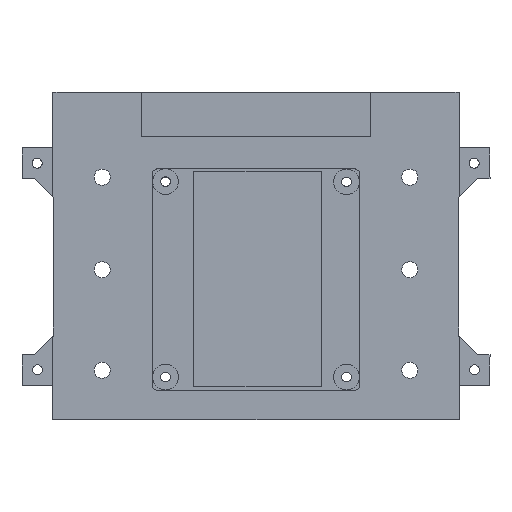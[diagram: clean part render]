
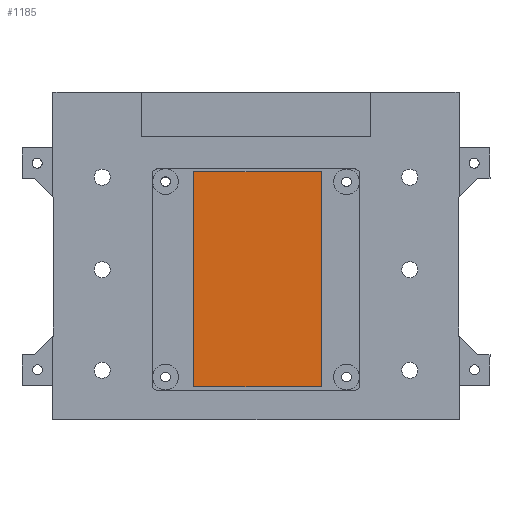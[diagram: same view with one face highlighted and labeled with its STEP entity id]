
A CAD part, top view. The second image highlights one B-rep face of the part: STEP entity #1185.
In plain terms, the highlighted planar face has unit normal (0, 0, 1).
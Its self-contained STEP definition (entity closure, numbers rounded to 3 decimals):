
#40 = CARTESIAN_POINT ( 'NONE',  ( 23.776, -37.764, 2. ) ) ;
#466 = VERTEX_POINT ( 'NONE', #3372 ) ;
#518 = EDGE_LOOP ( 'NONE', ( #1838, #1259, #2828, #704 ) ) ;
#596 = FACE_OUTER_BOUND ( 'NONE', #518, .T. ) ;
#631 = CARTESIAN_POINT ( 'NONE',  ( 23.776, 31.667, 2. ) ) ;
#704 = ORIENTED_EDGE ( 'NONE', *, *, #1221, .F. ) ;
#729 = DIRECTION ( 'NONE',  ( 0., -1., 0. ) ) ;
#748 = CARTESIAN_POINT ( 'NONE',  ( 23.776, 31.667, 2. ) ) ;
#781 = EDGE_CURVE ( 'NONE', #3216, #466, #3330, .T. ) ;
#849 = VERTEX_POINT ( 'NONE', #886 ) ;
#867 = CARTESIAN_POINT ( 'NONE',  ( 65.059, -37.764, 2. ) ) ;
#869 = DIRECTION ( 'NONE',  ( 0., 1., 0. ) ) ;
#886 = CARTESIAN_POINT ( 'NONE',  ( 65.059, -37.764, 2. ) ) ;
#1025 = VECTOR ( 'NONE', #1942, 1000. ) ;
#1097 = VECTOR ( 'NONE', #2288, 1000. ) ;
#1123 = LINE ( 'NONE', #631, #2350 ) ;
#1160 = CARTESIAN_POINT ( 'NONE',  ( 65.059, 31.667, 2. ) ) ;
#1185 = ADVANCED_FACE ( 'NONE', ( #596 ), #1388, .F. ) ;
#1221 = EDGE_CURVE ( 'NONE', #849, #3263, #2471, .T. ) ;
#1259 = ORIENTED_EDGE ( 'NONE', *, *, #781, .F. ) ;
#1273 = CARTESIAN_POINT ( 'NONE',  ( 65.059, 31.667, 2. ) ) ;
#1388 = PLANE ( 'NONE',  #3219 ) ;
#1455 = EDGE_CURVE ( 'NONE', #466, #849, #3208, .T. ) ;
#1838 = ORIENTED_EDGE ( 'NONE', *, *, #1455, .F. ) ;
#1942 = DIRECTION ( 'NONE',  ( -1., 0., 0. ) ) ;
#2253 = DIRECTION ( 'NONE',  ( -1., 0., 0. ) ) ;
#2288 = DIRECTION ( 'NONE',  ( 1., 0., 0. ) ) ;
#2350 = VECTOR ( 'NONE', #869, 1000. ) ;
#2471 = LINE ( 'NONE', #867, #1025 ) ;
#2490 = DIRECTION ( 'NONE',  ( 0., 0., -1. ) ) ;
#2500 = EDGE_CURVE ( 'NONE', #3263, #3216, #1123, .T. ) ;
#2806 = VECTOR ( 'NONE', #729, 1000. ) ;
#2828 = ORIENTED_EDGE ( 'NONE', *, *, #2500, .F. ) ;
#3208 = LINE ( 'NONE', #1273, #2806 ) ;
#3216 = VERTEX_POINT ( 'NONE', #748 ) ;
#3219 = AXIS2_PLACEMENT_3D ( 'NONE', #3310, #2490, #2253 ) ;
#3263 = VERTEX_POINT ( 'NONE', #40 ) ;
#3310 = CARTESIAN_POINT ( 'NONE',  ( 0., 0., 2. ) ) ;
#3330 = LINE ( 'NONE', #1160, #1097 ) ;
#3372 = CARTESIAN_POINT ( 'NONE',  ( 65.059, 31.667, 2. ) ) ;
